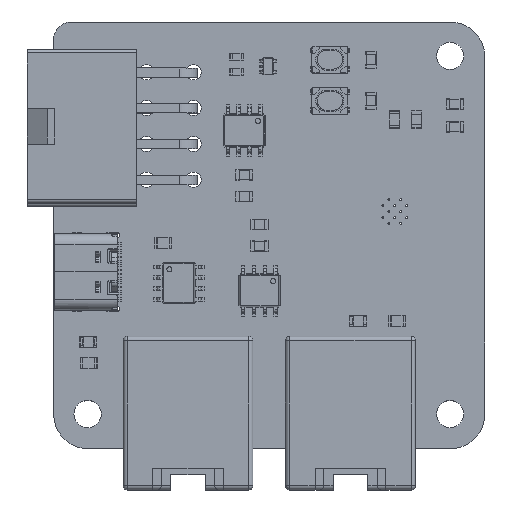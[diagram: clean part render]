
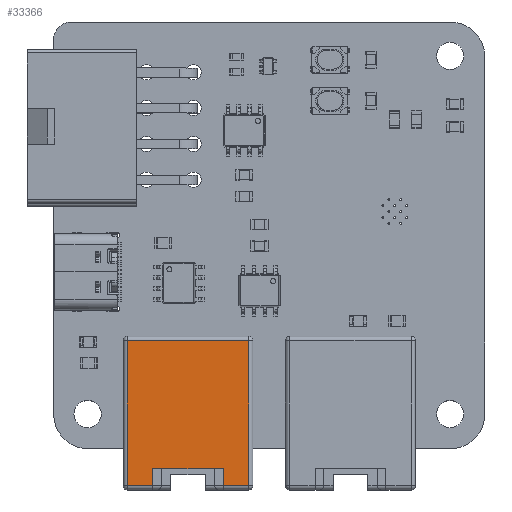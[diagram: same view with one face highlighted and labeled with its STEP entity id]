
A CAD part, top view. The second image highlights one B-rep face of the part: STEP entity #33366.
In plain terms, the highlighted face is planar.
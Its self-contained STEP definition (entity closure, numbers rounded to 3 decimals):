
#33130 = VERTEX_POINT('',#33131);
#33131 = CARTESIAN_POINT('',(-4.15,11.5,7.38));
#33138 = EDGE_CURVE('',#33139,#33130,#33141,.T.);
#33139 = VERTEX_POINT('',#33140);
#33140 = CARTESIAN_POINT('',(-7.12,11.5,7.38));
#33141 = LINE('',#33142,#33143);
#33142 = CARTESIAN_POINT('',(0.,11.5,7.38));
#33143 = VECTOR('',#33144,1.);
#33144 = DIRECTION('',(1.,0.,0.));
#33366 = ADVANCED_FACE('',(#33367),#33424,.F.);
#33367 = FACE_BOUND('',#33368,.T.);
#33368 = EDGE_LOOP('',(#33369,#33370,#33378,#33386,#33394,#33402,#33410,
    #33418));
#33369 = ORIENTED_EDGE('',*,*,#33138,.T.);
#33370 = ORIENTED_EDGE('',*,*,#33371,.F.);
#33371 = EDGE_CURVE('',#33372,#33130,#33374,.T.);
#33372 = VERTEX_POINT('',#33373);
#33373 = CARTESIAN_POINT('',(-4.15,11.5,5.38));
#33374 = LINE('',#33375,#33376);
#33375 = CARTESIAN_POINT('',(-4.15,11.5,5.38));
#33376 = VECTOR('',#33377,1.);
#33377 = DIRECTION('',(-0.,-0.,1.));
#33378 = ORIENTED_EDGE('',*,*,#33379,.F.);
#33379 = EDGE_CURVE('',#33380,#33372,#33382,.T.);
#33380 = VERTEX_POINT('',#33381);
#33381 = CARTESIAN_POINT('',(4.15,11.5,5.38));
#33382 = LINE('',#33383,#33384);
#33383 = CARTESIAN_POINT('',(4.15,11.5,5.38));
#33384 = VECTOR('',#33385,1.);
#33385 = DIRECTION('',(-1.,0.,0.));
#33386 = ORIENTED_EDGE('',*,*,#33387,.T.);
#33387 = EDGE_CURVE('',#33380,#33388,#33390,.T.);
#33388 = VERTEX_POINT('',#33389);
#33389 = CARTESIAN_POINT('',(4.15,11.5,7.38));
#33390 = LINE('',#33391,#33392);
#33391 = CARTESIAN_POINT('',(4.15,11.5,5.38));
#33392 = VECTOR('',#33393,1.);
#33393 = DIRECTION('',(-0.,-0.,1.));
#33394 = ORIENTED_EDGE('',*,*,#33395,.T.);
#33395 = EDGE_CURVE('',#33388,#33396,#33398,.T.);
#33396 = VERTEX_POINT('',#33397);
#33397 = CARTESIAN_POINT('',(7.12,11.5,7.38));
#33398 = LINE('',#33399,#33400);
#33399 = CARTESIAN_POINT('',(0.,11.5,7.38));
#33400 = VECTOR('',#33401,1.);
#33401 = DIRECTION('',(1.,0.,0.));
#33402 = ORIENTED_EDGE('',*,*,#33403,.T.);
#33403 = EDGE_CURVE('',#33396,#33404,#33406,.T.);
#33404 = VERTEX_POINT('',#33405);
#33405 = CARTESIAN_POINT('',(7.12,11.5,-9.62));
#33406 = LINE('',#33407,#33408);
#33407 = CARTESIAN_POINT('',(7.12,11.5,0.));
#33408 = VECTOR('',#33409,1.);
#33409 = DIRECTION('',(0.,0.,-1.));
#33410 = ORIENTED_EDGE('',*,*,#33411,.T.);
#33411 = EDGE_CURVE('',#33404,#33412,#33414,.T.);
#33412 = VERTEX_POINT('',#33413);
#33413 = CARTESIAN_POINT('',(-7.12,11.5,-9.62));
#33414 = LINE('',#33415,#33416);
#33415 = CARTESIAN_POINT('',(0.,11.5,-9.62));
#33416 = VECTOR('',#33417,1.);
#33417 = DIRECTION('',(-1.,0.,0.));
#33418 = ORIENTED_EDGE('',*,*,#33419,.T.);
#33419 = EDGE_CURVE('',#33412,#33139,#33420,.T.);
#33420 = LINE('',#33421,#33422);
#33421 = CARTESIAN_POINT('',(-7.12,11.5,0.));
#33422 = VECTOR('',#33423,1.);
#33423 = DIRECTION('',(0.,0.,1.));
#33424 = PLANE('',#33425);
#33425 = AXIS2_PLACEMENT_3D('',#33426,#33427,#33428);
#33426 = CARTESIAN_POINT('',(0.,11.5,0.));
#33427 = DIRECTION('',(0.,-1.,0.));
#33428 = DIRECTION('',(0.,0.,-1.));
